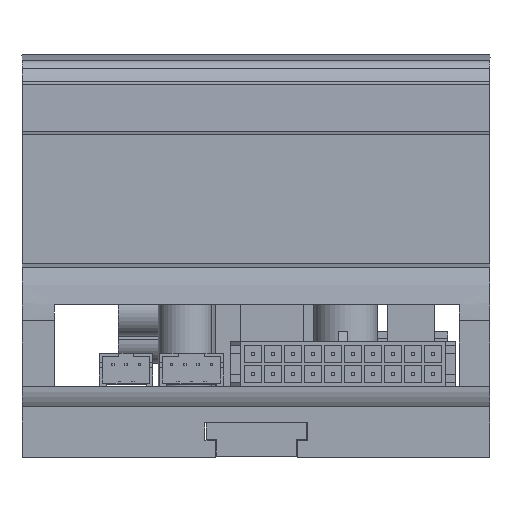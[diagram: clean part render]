
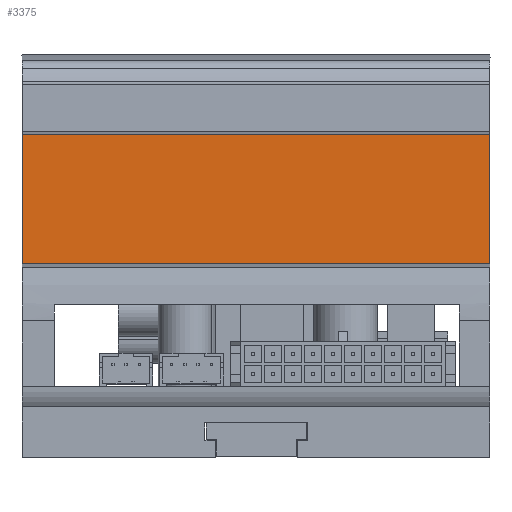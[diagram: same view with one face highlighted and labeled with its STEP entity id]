
A CAD part, front view. The second image highlights one B-rep face of the part: STEP entity #3375.
In plain terms, the highlighted planar face has unit normal (0, -1, 0).
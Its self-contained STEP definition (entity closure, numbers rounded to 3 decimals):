
#237=DIRECTION('',(0.,0.,-1.));
#238=VECTOR('',#237,19.325);
#239=CARTESIAN_POINT('',(2.03,15.456,-12.153));
#240=LINE('',#239,#238);
#1074=DIRECTION('',(-1.,0.,0.));
#1075=VECTOR('',#1074,70.101);
#1076=CARTESIAN_POINT('',(72.131,15.455,-12.151));
#1077=LINE('',#1076,#1075);
#1078=DIRECTION('',(0.,0.,-1.));
#1079=VECTOR('',#1078,19.325);
#1080=CARTESIAN_POINT('',(72.131,15.455,-12.151));
#1081=LINE('',#1080,#1079);
#1082=DIRECTION('',(-1.,0.,0.));
#1083=VECTOR('',#1082,70.1);
#1084=CARTESIAN_POINT('',(72.131,15.456,-31.476));
#1085=LINE('',#1084,#1083);
#1613=CARTESIAN_POINT('',(2.03,15.456,-12.153));
#1614=VERTEX_POINT('',#1613);
#1615=CARTESIAN_POINT('',(2.03,15.456,-31.478));
#1616=VERTEX_POINT('',#1615);
#1677=CARTESIAN_POINT('',(72.131,15.456,-31.476));
#1678=VERTEX_POINT('',#1677);
#1679=CARTESIAN_POINT('',(72.131,15.455,-12.151));
#1680=VERTEX_POINT('',#1679);
#3363=CARTESIAN_POINT('',(2.03,15.456,-31.478));
#3364=DIRECTION('',(0.,-1.,0.));
#3365=DIRECTION('',(0.,0.,1.));
#3366=AXIS2_PLACEMENT_3D('',#3363,#3364,#3365);
#3367=PLANE('',#3366);
#3368=ORIENTED_EDGE('',*,*,#2177,.F.);
#3369=ORIENTED_EDGE('',*,*,#3358,.F.);
#3370=ORIENTED_EDGE('',*,*,#2290,.T.);
#3372=ORIENTED_EDGE('',*,*,#3371,.T.);
#3373=EDGE_LOOP('',(#3368,#3369,#3370,#3372));
#3374=FACE_OUTER_BOUND('',#3373,.F.);
#2177=EDGE_CURVE('',#1614,#1616,#240,.T.);
#2290=EDGE_CURVE('',#1680,#1678,#1081,.T.);
#3358=EDGE_CURVE('',#1680,#1614,#1077,.T.);
#3371=EDGE_CURVE('',#1678,#1616,#1085,.T.);
#3375=ADVANCED_FACE('',(#3374),#3367,.T.);
